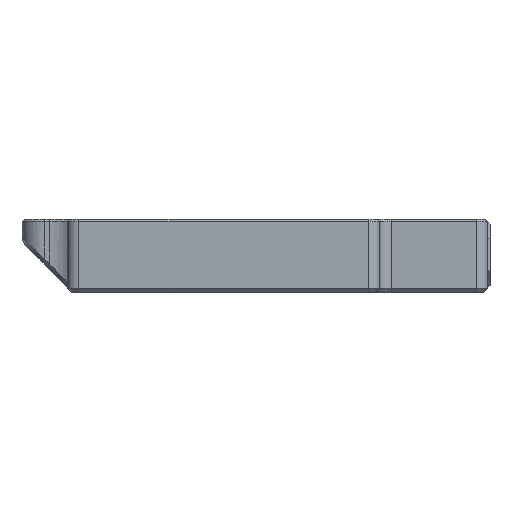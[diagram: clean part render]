
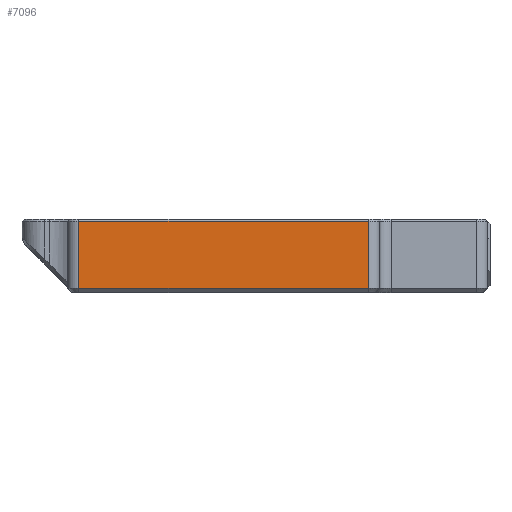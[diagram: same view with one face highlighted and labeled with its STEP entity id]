
A CAD part, left-side view. The second image highlights one B-rep face of the part: STEP entity #7096.
In plain terms, the highlighted planar face has unit normal (-1, 0, 0).
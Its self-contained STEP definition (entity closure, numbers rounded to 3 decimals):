
#636=FACE_OUTER_BOUND('',#1086,.T.);
#1086=EDGE_LOOP('',(#4804,#4805,#4806,#4807));
#1536=LINE('',#10344,#2258);
#1583=LINE('',#10494,#2305);
#1585=LINE('',#10500,#2307);
#1586=LINE('',#10501,#2308);
#2258=VECTOR('',#8243,10.);
#2305=VECTOR('',#8386,10.);
#2307=VECTOR('',#8392,10.);
#2308=VECTOR('',#8393,10.);
#2977=VERTEX_POINT('',#10334);
#2979=VERTEX_POINT('',#10340);
#3028=VERTEX_POINT('',#10493);
#3030=VERTEX_POINT('',#10499);
#3622=EDGE_CURVE('',#2977,#2979,#1536,.T.);
#3694=EDGE_CURVE('',#2979,#3028,#1583,.T.);
#3697=EDGE_CURVE('',#3030,#2977,#1585,.T.);
#3698=EDGE_CURVE('',#3028,#3030,#1586,.T.);
#4804=ORIENTED_EDGE('',*,*,#3622,.F.);
#4805=ORIENTED_EDGE('',*,*,#3697,.F.);
#4806=ORIENTED_EDGE('',*,*,#3698,.F.);
#4807=ORIENTED_EDGE('',*,*,#3694,.F.);
#6848=PLANE('',#7589);
#7096=ADVANCED_FACE('',(#636),#6848,.T.);
#7589=AXIS2_PLACEMENT_3D('',#10498,#8390,#8391);
#8243=DIRECTION('',(0.,1.,0.));
#8386=DIRECTION('',(0.,0.,1.));
#8390=DIRECTION('center_axis',(-1.,0.,0.));
#8391=DIRECTION('ref_axis',(0.,1.,0.));
#8392=DIRECTION('',(0.,0.,-1.));
#8393=DIRECTION('',(0.,-1.,0.));
#10334=CARTESIAN_POINT('',(-77.,-16.,339.704));
#10340=CARTESIAN_POINT('',(-77.,35.,339.704));
#10344=CARTESIAN_POINT('',(-77.,-9.,339.704));
#10493=CARTESIAN_POINT('',(-77.,35.,351.504));
#10494=CARTESIAN_POINT('',(-77.,35.,351.904));
#10498=CARTESIAN_POINT('Origin',(-77.,-18.,351.904));
#10499=CARTESIAN_POINT('',(-77.,-16.,351.504));
#10500=CARTESIAN_POINT('',(-77.,-16.,351.904));
#10501=CARTESIAN_POINT('',(-77.,-9.,351.504));
